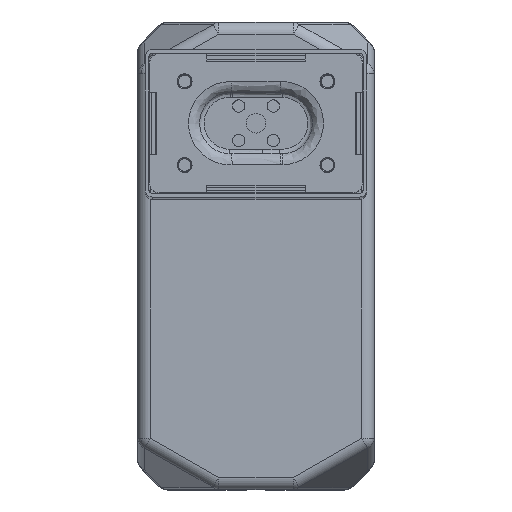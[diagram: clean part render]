
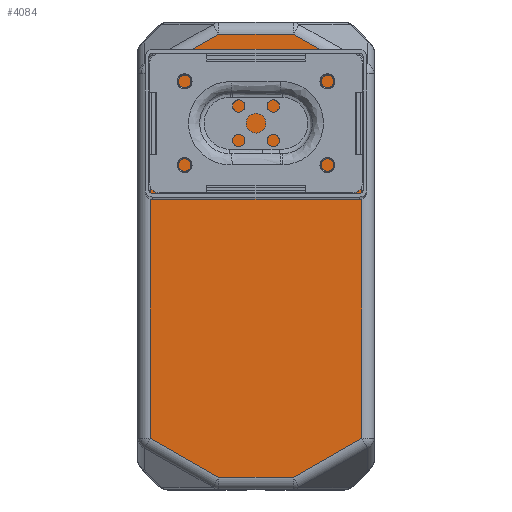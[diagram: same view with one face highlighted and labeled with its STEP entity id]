
A CAD part, top view. The second image highlights one B-rep face of the part: STEP entity #4084.
In plain terms, the highlighted planar face has unit normal (0, 0, 1).
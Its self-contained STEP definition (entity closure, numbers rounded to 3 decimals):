
#709=DIRECTION('',(-0.868,-0.496,0.));
#710=VECTOR('',#709,32.09);
#711=CARTESIAN_POINT('',(43.,-74.079,24.));
#712=LINE('',#711,#710);
#713=DIRECTION('',(-1.,0.,0.));
#714=VECTOR('',#713,30.277);
#715=CARTESIAN_POINT('',(15.139,-90.,24.));
#716=LINE('',#715,#714);
#717=DIRECTION('',(-0.868,0.496,0.));
#718=VECTOR('',#717,32.09);
#719=CARTESIAN_POINT('',(-15.139,-90.,24.));
#720=LINE('',#719,#718);
#721=DIRECTION('',(0.,1.,0.));
#722=VECTOR('',#721,148.158);
#723=CARTESIAN_POINT('',(-43.,-74.079,24.));
#724=LINE('',#723,#722);
#725=DIRECTION('',(0.868,0.496,0.));
#726=VECTOR('',#725,32.09);
#727=CARTESIAN_POINT('',(-43.,74.079,24.));
#728=LINE('',#727,#726);
#729=DIRECTION('',(1.,0.,0.));
#730=VECTOR('',#729,30.277);
#731=CARTESIAN_POINT('',(-15.139,90.,24.));
#732=LINE('',#731,#730);
#733=DIRECTION('',(0.868,-0.496,0.));
#734=VECTOR('',#733,32.09);
#735=CARTESIAN_POINT('',(15.139,90.,24.));
#736=LINE('',#735,#734);
#737=DIRECTION('',(0.,-1.,0.));
#738=VECTOR('',#737,148.158);
#739=CARTESIAN_POINT('',(43.,74.079,24.));
#740=LINE('',#739,#738);
#2801=CARTESIAN_POINT('',(15.139,-90.,24.));
#2803=VERTEX_POINT('',#2801);
#2806=CARTESIAN_POINT('',(-15.139,-90.,24.));
#2807=VERTEX_POINT('',#2806);
#2909=CARTESIAN_POINT('',(-15.139,90.,24.));
#2910=CARTESIAN_POINT('',(15.139,90.,24.));
#2911=VERTEX_POINT('',#2909);
#2912=VERTEX_POINT('',#2910);
#2917=CARTESIAN_POINT('',(43.,-74.079,24.));
#2918=VERTEX_POINT('',#2917);
#2919=CARTESIAN_POINT('',(-43.,-74.079,24.));
#2920=VERTEX_POINT('',#2919);
#2921=CARTESIAN_POINT('',(-43.,74.079,24.));
#2922=VERTEX_POINT('',#2921);
#2923=CARTESIAN_POINT('',(43.,74.079,24.));
#2924=VERTEX_POINT('',#2923);
#4063=CARTESIAN_POINT('',(-48.,-95.,24.));
#4064=DIRECTION('',(0.,0.,1.));
#4065=DIRECTION('',(1.,0.,0.));
#4066=AXIS2_PLACEMENT_3D('',#4063,#4064,#4065);
#4067=PLANE('',#4066);
#4069=ORIENTED_EDGE('',*,*,#4068,.T.);
#4070=ORIENTED_EDGE('',*,*,#3781,.T.);
#4072=ORIENTED_EDGE('',*,*,#4071,.T.);
#4074=ORIENTED_EDGE('',*,*,#4073,.T.);
#4076=ORIENTED_EDGE('',*,*,#4075,.T.);
#4077=ORIENTED_EDGE('',*,*,#4049,.T.);
#4079=ORIENTED_EDGE('',*,*,#4078,.T.);
#4081=ORIENTED_EDGE('',*,*,#4080,.T.);
#4082=EDGE_LOOP('',(#4069,#4070,#4072,#4074,#4076,#4077,#4079,#4081));
#4083=FACE_OUTER_BOUND('',#4082,.F.);
#4084=ADVANCED_FACE('',(#4083),#4067,.T.);
#3781=EDGE_CURVE('',#2803,#2807,#716,.T.);
#4049=EDGE_CURVE('',#2911,#2912,#732,.T.);
#4068=EDGE_CURVE('',#2918,#2803,#712,.T.);
#4071=EDGE_CURVE('',#2807,#2920,#720,.T.);
#4073=EDGE_CURVE('',#2920,#2922,#724,.T.);
#4075=EDGE_CURVE('',#2922,#2911,#728,.T.);
#4078=EDGE_CURVE('',#2912,#2924,#736,.T.);
#4080=EDGE_CURVE('',#2924,#2918,#740,.T.);
